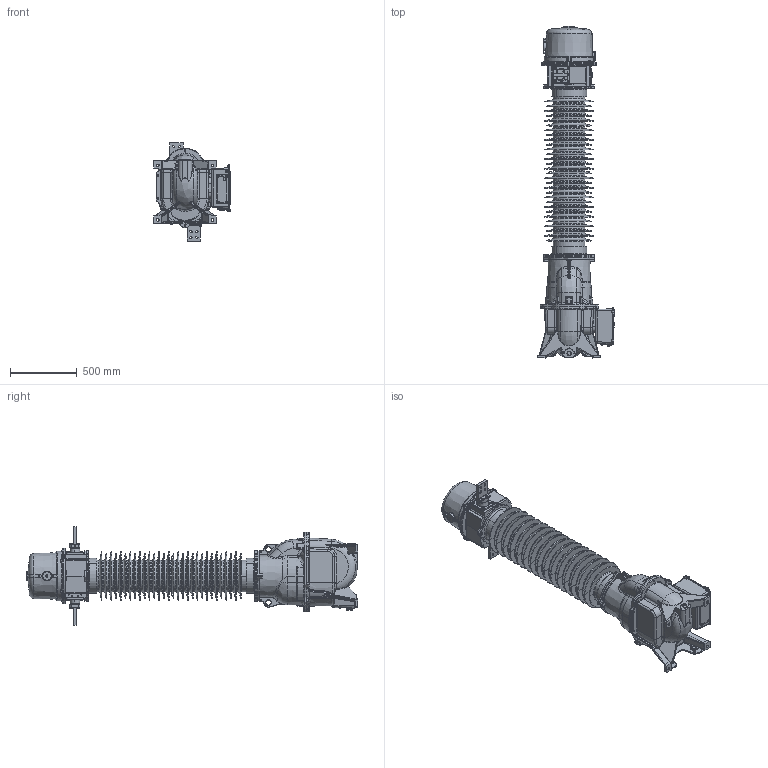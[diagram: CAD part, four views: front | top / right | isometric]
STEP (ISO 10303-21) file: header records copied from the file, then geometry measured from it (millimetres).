
FILE_DESCRIPTION((''),'2;1');
FILE_NAME('1HSE220062-932_SW0001','2016-11-02T',('sebjsjo1'),('ABB Technology Ltd.'),'PRO/ENGINEER BY PARAMETRIC TECHNOLOGY CORPORATION, 2015110','PRO/ENGINEER BY PARAMETRIC TECHNOLOGY CORPORATION, 2015110','');
FILE_SCHEMA(('CONFIG_CONTROL_DESIGN'));
Products named in the file (1): 1HSE220062-932_SW0001
Bounding box: 573.7 x 2492 x 740 mm (x, y, z)
Surface area: 8612688.7 mm2 (no closed solid volume)
Topology: 0 solids, 137 shells, 2945 faces, 9679 edges, 6604 vertices
Faces by surface type: cylinder 892, bspline 700, plane 567, torus 469, cone 233, sphere 75, extrusion 9
Entity records: 139702 total; most frequent: CARTESIAN_POINT 62779, ORIENTED_EDGE 15339, DIRECTION 14868, EDGE_CURVE 9672, VERTEX_POINT 6604, AXIS2_PLACEMENT_3D 5837, CIRCLE 3601, EDGE_LOOP 3197
